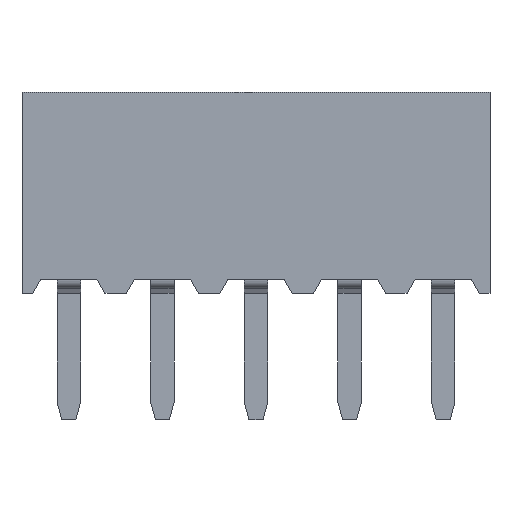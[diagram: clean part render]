
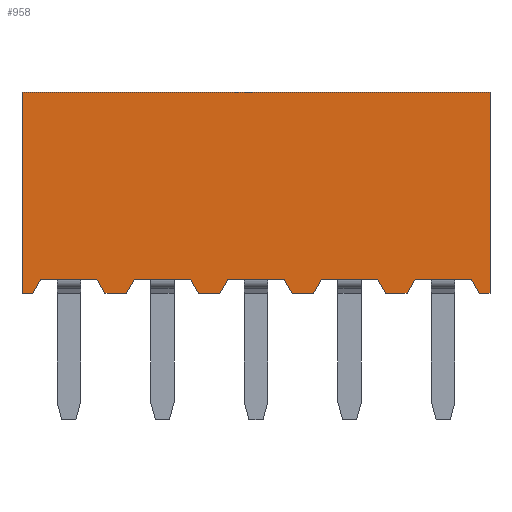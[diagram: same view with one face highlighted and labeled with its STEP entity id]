
A CAD part, front view. The second image highlights one B-rep face of the part: STEP entity #958.
In plain terms, the highlighted planar face has unit normal (0, -1, 0).
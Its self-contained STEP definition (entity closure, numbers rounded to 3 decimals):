
#958=ADVANCED_FACE('',(#4593),#4595,.T.);
#4593=FACE_BOUND('',#4594,.T.);
#4594=EDGE_LOOP('',(#7331,#7332,#7333,#7334,#7335,#7336,#7337,#7338,#7339,#7340,
#7341,#7342,#7343,#7344,#7345,#7346,#7347,#7348,#7349,#7350,#7351,#7352,#7353,#7354));
#4595=PLANE('',#4596);
#4596=AXIS2_PLACEMENT_3D('',#4597,#4598,#4599);
#4597=CARTESIAN_POINT('',(-1.,-1.2,0.));
#4598=DIRECTION('',(0.,-1.,0.));
#4599=DIRECTION('',(1.,0.,0.));
#7331=ORIENTED_EDGE('',*,*,#9151,.F.);
#7332=ORIENTED_EDGE('',*,*,#9236,.T.);
#7333=ORIENTED_EDGE('',*,*,#9240,.T.);
#7334=ORIENTED_EDGE('',*,*,#9316,.F.);
#7335=ORIENTED_EDGE('',*,*,#9245,.F.);
#7336=ORIENTED_EDGE('',*,*,#9250,.T.);
#7337=ORIENTED_EDGE('',*,*,#9252,.F.);
#7338=ORIENTED_EDGE('',*,*,#9131,.T.);
#7339=ORIENTED_EDGE('',*,*,#9254,.F.);
#7340=ORIENTED_EDGE('',*,*,#9230,.T.);
#7341=ORIENTED_EDGE('',*,*,#9203,.F.);
#7342=ORIENTED_EDGE('',*,*,#9101,.T.);
#7343=ORIENTED_EDGE('',*,*,#9207,.F.);
#7344=ORIENTED_EDGE('',*,*,#9233,.T.);
#7345=ORIENTED_EDGE('',*,*,#9183,.F.);
#7346=ORIENTED_EDGE('',*,*,#9105,.T.);
#7347=ORIENTED_EDGE('',*,*,#9191,.F.);
#7348=ORIENTED_EDGE('',*,*,#9258,.T.);
#7349=ORIENTED_EDGE('',*,*,#9167,.F.);
#7350=ORIENTED_EDGE('',*,*,#9137,.T.);
#7351=ORIENTED_EDGE('',*,*,#9171,.F.);
#7352=ORIENTED_EDGE('',*,*,#9260,.T.);
#7353=ORIENTED_EDGE('',*,*,#9155,.F.);
#7354=ORIENTED_EDGE('',*,*,#9111,.T.);
#9101=EDGE_CURVE('',#10200,#10201,#10202,.T.);
#9105=EDGE_CURVE('',#10208,#10209,#10210,.T.);
#9111=EDGE_CURVE('',#10221,#10219,#10222,.T.);
#9131=EDGE_CURVE('',#10261,#10259,#10262,.T.);
#9137=EDGE_CURVE('',#10272,#10273,#10274,.T.);
#9151=EDGE_CURVE('',#10299,#10301,#10302,.F.);
#9155=EDGE_CURVE('',#10307,#10309,#10310,.F.);
#9167=EDGE_CURVE('',#10331,#10333,#10334,.F.);
#9171=EDGE_CURVE('',#10339,#10341,#10342,.F.);
#9183=EDGE_CURVE('',#10363,#10365,#10366,.F.);
#9191=EDGE_CURVE('',#10379,#10381,#10382,.F.);
#9203=EDGE_CURVE('',#10403,#10405,#10406,.F.);
#9207=EDGE_CURVE('',#10411,#10413,#10414,.F.);
#9230=EDGE_CURVE('',#10454,#10405,#10455,.T.);
#9233=EDGE_CURVE('',#10411,#10365,#10458,.T.);
#9236=EDGE_CURVE('',#10299,#10461,#10463,.T.);
#9240=EDGE_CURVE('',#10461,#10467,#10469,.T.);
#9245=EDGE_CURVE('',#10474,#10476,#10477,.T.);
#9250=EDGE_CURVE('',#10474,#10483,#10485,.T.);
#9252=EDGE_CURVE('',#10423,#10483,#10487,.F.);
#9254=EDGE_CURVE('',#10454,#10425,#10489,.F.);
#9258=EDGE_CURVE('',#10379,#10333,#10493,.T.);
#9260=EDGE_CURVE('',#10339,#10309,#10495,.T.);
#9316=EDGE_CURVE('',#10476,#10467,#10571,.T.);
#10200=VERTEX_POINT('',#12025);
#10201=VERTEX_POINT('',#12026);
#10202=LINE('',#12027,#12028);
#10208=VERTEX_POINT('',#12041);
#10209=VERTEX_POINT('',#12042);
#10210=LINE('',#12043,#12044);
#10219=VERTEX_POINT('',#12062);
#10221=VERTEX_POINT('',#12066);
#10222=LINE('',#12067,#12068);
#10259=VERTEX_POINT('',#12142);
#10261=VERTEX_POINT('',#12146);
#10262=LINE('',#12147,#12148);
#10272=VERTEX_POINT('',#12169);
#10273=VERTEX_POINT('',#12170);
#10274=LINE('',#12171,#12172);
#10299=VERTEX_POINT('',#12222);
#10301=VERTEX_POINT('',#12226);
#10302=LINE('',#12227,#12228);
#10307=VERTEX_POINT('',#12238);
#10309=VERTEX_POINT('',#12242);
#10310=LINE('',#12243,#12244);
#10331=VERTEX_POINT('',#12286);
#10333=VERTEX_POINT('',#12290);
#10334=LINE('',#12291,#12292);
#10339=VERTEX_POINT('',#12302);
#10341=VERTEX_POINT('',#12306);
#10342=LINE('',#12307,#12308);
#10363=VERTEX_POINT('',#12350);
#10365=VERTEX_POINT('',#12354);
#10366=LINE('',#12355,#12356);
#10379=VERTEX_POINT('',#12382);
#10381=VERTEX_POINT('',#12386);
#10382=LINE('',#12387,#12388);
#10403=VERTEX_POINT('',#12430);
#10405=VERTEX_POINT('',#12434);
#10406=LINE('',#12435,#12436);
#10411=VERTEX_POINT('',#12446);
#10413=VERTEX_POINT('',#12450);
#10414=LINE('',#12451,#12452);
#10423=VERTEX_POINT('',#12468);
#10425=VERTEX_POINT('',#12472);
#10454=VERTEX_POINT('',#12537);
#10455=LINE('',#12538,#12539);
#10458=LINE('',#12547,#12548);
#10461=VERTEX_POINT('',#12554);
#10463=LINE('',#12558,#12559);
#10467=VERTEX_POINT('',#12568);
#10469=LINE('',#12572,#12573);
#10474=VERTEX_POINT('',#12585);
#10476=VERTEX_POINT('',#12589);
#10477=LINE('',#12590,#12591);
#10483=VERTEX_POINT('',#12604);
#10485=LINE('',#12608,#12609);
#10487=LINE('',#12614,#12615);
#10489=LINE('',#12620,#12621);
#10493=LINE('',#12632,#12633);
#10495=LINE('',#12638,#12639);
#10571=LINE('',#12826,#12827);
#12025=CARTESIAN_POINT('',(1.4,-1.2,0.3));
#12026=CARTESIAN_POINT('',(2.6,-1.2,0.3));
#12027=CARTESIAN_POINT('',(1.4,-1.2,0.3));
#12028=VECTOR('',#12029,1.);
#12029=DIRECTION('',(1.,0.,0.));
#12041=CARTESIAN_POINT('',(3.4,-1.2,0.3));
#12042=CARTESIAN_POINT('',(4.6,-1.2,0.3));
#12043=CARTESIAN_POINT('',(3.4,-1.2,0.3));
#12044=VECTOR('',#12045,1.);
#12045=DIRECTION('',(1.,0.,0.));
#12062=CARTESIAN_POINT('',(8.6,-1.2,0.3));
#12066=CARTESIAN_POINT('',(7.4,-1.2,0.3));
#12067=CARTESIAN_POINT('',(7.4,-1.2,0.3));
#12068=VECTOR('',#12069,1.);
#12069=DIRECTION('',(1.,0.,0.));
#12142=CARTESIAN_POINT('',(0.6,-1.2,0.3));
#12146=CARTESIAN_POINT('',(-0.6,-1.2,0.3));
#12147=CARTESIAN_POINT('',(-0.6,-1.2,0.3));
#12148=VECTOR('',#12149,1.);
#12149=DIRECTION('',(1.,0.,0.));
#12169=CARTESIAN_POINT('',(5.4,-1.2,0.3));
#12170=CARTESIAN_POINT('',(6.6,-1.2,0.3));
#12171=CARTESIAN_POINT('',(5.4,-1.2,0.3));
#12172=VECTOR('',#12173,1.);
#12173=DIRECTION('',(1.,0.,0.));
#12222=CARTESIAN_POINT('',(8.773,-1.2,0.));
#12226=CARTESIAN_POINT('',(8.6,-1.2,0.3));
#12227=CARTESIAN_POINT('',(8.6,-1.2,0.3));
#12228=VECTOR('',#12229,1.);
#12229=DIRECTION('',(0.5,0.,-0.866));
#12238=CARTESIAN_POINT('',(7.4,-1.2,0.3));
#12242=CARTESIAN_POINT('',(7.227,-1.2,0.));
#12243=CARTESIAN_POINT('',(7.227,-1.2,0.));
#12244=VECTOR('',#12245,1.);
#12245=DIRECTION('',(0.5,0.,0.866));
#12286=CARTESIAN_POINT('',(5.4,-1.2,0.3));
#12290=CARTESIAN_POINT('',(5.227,-1.2,0.));
#12291=CARTESIAN_POINT('',(5.227,-1.2,0.));
#12292=VECTOR('',#12293,1.);
#12293=DIRECTION('',(0.5,0.,0.866));
#12302=CARTESIAN_POINT('',(6.773,-1.2,0.));
#12306=CARTESIAN_POINT('',(6.6,-1.2,0.3));
#12307=CARTESIAN_POINT('',(6.6,-1.2,0.3));
#12308=VECTOR('',#12309,1.);
#12309=DIRECTION('',(0.5,0.,-0.866));
#12350=CARTESIAN_POINT('',(3.4,-1.2,0.3));
#12354=CARTESIAN_POINT('',(3.227,-1.2,0.));
#12355=CARTESIAN_POINT('',(3.227,-1.2,0.));
#12356=VECTOR('',#12357,1.);
#12357=DIRECTION('',(0.5,0.,0.866));
#12382=CARTESIAN_POINT('',(4.773,-1.2,0.));
#12386=CARTESIAN_POINT('',(4.6,-1.2,0.3));
#12387=CARTESIAN_POINT('',(4.6,-1.2,0.3));
#12388=VECTOR('',#12389,1.);
#12389=DIRECTION('',(0.5,0.,-0.866));
#12430=CARTESIAN_POINT('',(1.4,-1.2,0.3));
#12434=CARTESIAN_POINT('',(1.227,-1.2,0.));
#12435=CARTESIAN_POINT('',(1.227,-1.2,0.));
#12436=VECTOR('',#12437,1.);
#12437=DIRECTION('',(0.5,0.,0.866));
#12446=CARTESIAN_POINT('',(2.773,-1.2,0.));
#12450=CARTESIAN_POINT('',(2.6,-1.2,0.3));
#12451=CARTESIAN_POINT('',(2.6,-1.2,0.3));
#12452=VECTOR('',#12453,1.);
#12453=DIRECTION('',(0.5,0.,-0.866));
#12468=CARTESIAN_POINT('',(-0.6,-1.2,0.3));
#12472=CARTESIAN_POINT('',(0.6,-1.2,0.3));
#12537=CARTESIAN_POINT('',(0.773,-1.2,0.));
#12538=CARTESIAN_POINT('',(0.773,-1.2,0.));
#12539=VECTOR('',#12540,1.);
#12540=DIRECTION('',(1.,0.,0.));
#12547=CARTESIAN_POINT('',(2.773,-1.2,0.));
#12548=VECTOR('',#12549,1.);
#12549=DIRECTION('',(1.,0.,0.));
#12554=CARTESIAN_POINT('',(9.,-1.2,0.));
#12558=CARTESIAN_POINT('',(8.773,-1.2,0.));
#12559=VECTOR('',#12560,1.);
#12560=DIRECTION('',(1.,0.,0.));
#12568=CARTESIAN_POINT('',(9.,-1.2,4.3));
#12572=CARTESIAN_POINT('',(9.,-1.2,0.));
#12573=VECTOR('',#12574,1.);
#12574=DIRECTION('',(0.,0.,1.));
#12585=CARTESIAN_POINT('',(-1.,-1.2,0.));
#12589=CARTESIAN_POINT('',(-1.,-1.2,4.3));
#12590=CARTESIAN_POINT('',(-1.,-1.2,0.));
#12591=VECTOR('',#12592,1.);
#12592=DIRECTION('',(0.,0.,1.));
#12604=CARTESIAN_POINT('',(-0.773,-1.2,0.));
#12608=CARTESIAN_POINT('',(-1.,-1.2,0.));
#12609=VECTOR('',#12610,1.);
#12610=DIRECTION('',(1.,0.,0.));
#12614=CARTESIAN_POINT('',(-0.773,-1.2,0.));
#12615=VECTOR('',#12616,1.);
#12616=DIRECTION('',(0.5,0.,0.866));
#12620=CARTESIAN_POINT('',(0.6,-1.2,0.3));
#12621=VECTOR('',#12622,1.);
#12622=DIRECTION('',(0.5,0.,-0.866));
#12632=CARTESIAN_POINT('',(4.773,-1.2,0.));
#12633=VECTOR('',#12634,1.);
#12634=DIRECTION('',(1.,0.,0.));
#12638=CARTESIAN_POINT('',(6.773,-1.2,0.));
#12639=VECTOR('',#12640,1.);
#12640=DIRECTION('',(1.,0.,0.));
#12826=CARTESIAN_POINT('',(-1.,-1.2,4.3));
#12827=VECTOR('',#12828,1.);
#12828=DIRECTION('',(1.,0.,0.));
